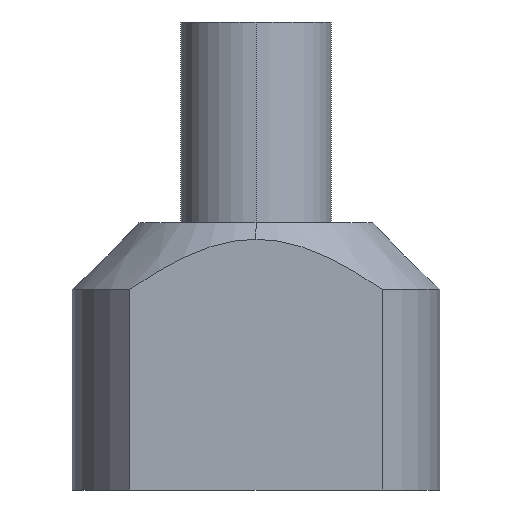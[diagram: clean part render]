
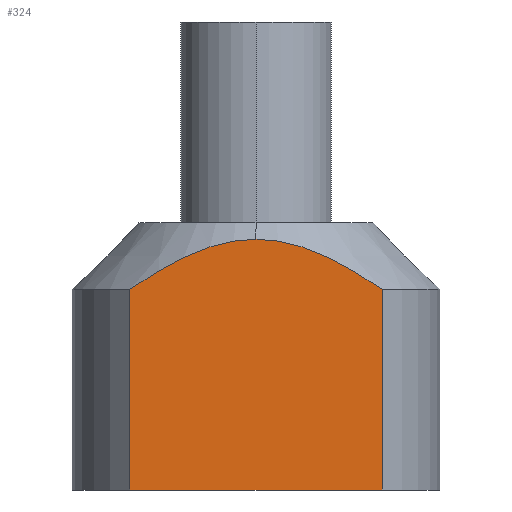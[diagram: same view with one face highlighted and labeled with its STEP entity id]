
A CAD part, left-side view. The second image highlights one B-rep face of the part: STEP entity #324.
In plain terms, the highlighted planar face has unit normal (-1, 0, 0).
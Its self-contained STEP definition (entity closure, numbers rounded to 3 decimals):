
#163=CARTESIAN_POINT('Vertex',(-4.,0.,3.5)) ;
#167=CARTESIAN_POINT('Control Point',(-4.,0.,3.5)) ;
#168=CARTESIAN_POINT('Control Point',(-4.,-0.606,3.5)) ;
#169=CARTESIAN_POINT('Control Point',(-4.,-1.208,3.39)) ;
#170=CARTESIAN_POINT('Control Point',(-4.,-1.888,3.142)) ;
#171=CARTESIAN_POINT('Control Point',(-4.,-2.636,2.782)) ;
#172=CARTESIAN_POINT('Control Point',(-4.,-3.775,2.)) ;
#173=CARTESIAN_POINT('Vertex',(-4.,-3.775,2.)) ;
#196=CARTESIAN_POINT('Control Point',(-4.,0.,3.5)) ;
#197=CARTESIAN_POINT('Control Point',(-4.,0.606,3.5)) ;
#198=CARTESIAN_POINT('Control Point',(-4.,1.208,3.39)) ;
#199=CARTESIAN_POINT('Control Point',(-4.,1.888,3.142)) ;
#200=CARTESIAN_POINT('Control Point',(-4.,2.636,2.782)) ;
#201=CARTESIAN_POINT('Control Point',(-4.,3.775,2.)) ;
#202=CARTESIAN_POINT('Vertex',(-4.,3.775,2.)) ;
#241=CARTESIAN_POINT('Line Origine',(-4.,-3.775,0.)) ;
#245=CARTESIAN_POINT('Vertex',(-4.,-3.775,-4.)) ;
#260=CARTESIAN_POINT('Line Origine',(-4.,3.775,0.)) ;
#264=CARTESIAN_POINT('Vertex',(-4.,3.775,-4.)) ;
#296=CARTESIAN_POINT('Line Origine',(-4.,0.,-4.)) ;
#312=CARTESIAN_POINT('Axis2P3D Location',(-4.,-8.593,4.)) ;
#242=DIRECTION('Vector Direction',(0.,0.,1.)) ;
#261=DIRECTION('Vector Direction',(0.,0.,1.)) ;
#297=DIRECTION('Vector Direction',(0.,1.,0.)) ;
#313=DIRECTION('Axis2P3D Direction',(-1.,0.,0.)) ;
#314=DIRECTION('Axis2P3D XDirection',(0.,1.,0.)) ;
#315=AXIS2_PLACEMENT_3D('Plane Axis2P3D',#312,#313,#314) ;
#318=ORIENTED_EDGE('',*,*,#300,.F.) ;
#319=ORIENTED_EDGE('',*,*,#247,.T.) ;
#320=ORIENTED_EDGE('',*,*,#175,.F.) ;
#321=ORIENTED_EDGE('',*,*,#204,.T.) ;
#322=ORIENTED_EDGE('',*,*,#266,.F.) ;
#243=VECTOR('Line Direction',#242,1.) ;
#262=VECTOR('Line Direction',#261,1.) ;
#298=VECTOR('Line Direction',#297,1.) ;
#324=ADVANCED_FACE('\X2\96F64EF651E04F554F53\X0\',(#323),#316,.T.) ;
#166=B_SPLINE_CURVE_WITH_KNOTS('',5,(#167,#168,#169,#170,#171,#172),.UNSPECIFIED.,.F.,.U.,(6,6),(0.,75.847),.UNSPECIFIED.) ;
#195=B_SPLINE_CURVE_WITH_KNOTS('',5,(#196,#197,#198,#199,#200,#201),.UNSPECIFIED.,.F.,.U.,(6,6),(0.,75.847),.UNSPECIFIED.) ;
#175=EDGE_CURVE('',#164,#174,#166,.T.) ;
#204=EDGE_CURVE('',#164,#203,#195,.T.) ;
#247=EDGE_CURVE('',#246,#174,#244,.T.) ;
#266=EDGE_CURVE('',#265,#203,#263,.T.) ;
#300=EDGE_CURVE('',#246,#265,#299,.T.) ;
#317=EDGE_LOOP('',(#318,#319,#320,#321,#322)) ;
#323=FACE_OUTER_BOUND('',#317,.T.) ;
#244=LINE('Line',#241,#243) ;
#263=LINE('Line',#260,#262) ;
#299=LINE('Line',#296,#298) ;
#316=PLANE('',#315) ;
#164=VERTEX_POINT('',#163) ;
#174=VERTEX_POINT('',#173) ;
#203=VERTEX_POINT('',#202) ;
#246=VERTEX_POINT('',#245) ;
#265=VERTEX_POINT('',#264) ;
